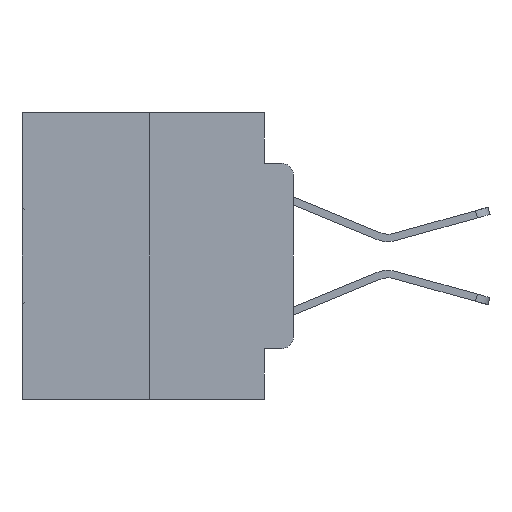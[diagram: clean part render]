
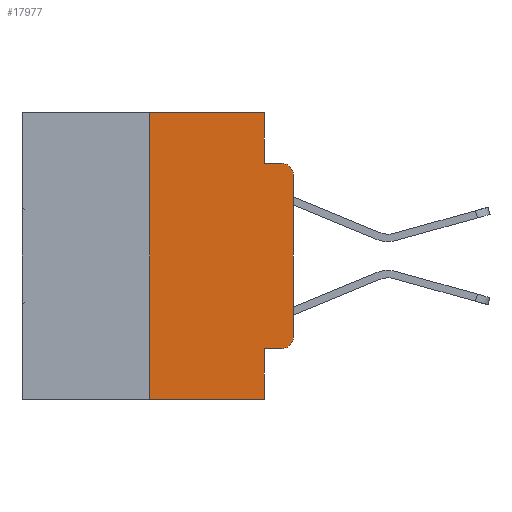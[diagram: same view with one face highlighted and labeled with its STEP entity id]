
A CAD part, left-side view. The second image highlights one B-rep face of the part: STEP entity #17977.
In plain terms, the highlighted planar face has unit normal (-1, 0, 0).
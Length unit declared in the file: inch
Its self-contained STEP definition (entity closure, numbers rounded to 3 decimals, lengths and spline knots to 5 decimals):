
#254 = DIRECTION ( 'NONE',  ( 0., 0., 1. ) ) ;
#491 = EDGE_CURVE ( 'NONE', #6491, #15458, #4809, .T. ) ;
#1263 = CIRCLE ( 'NONE', #20045, 0.02 ) ;
#1504 = CARTESIAN_POINT ( 'NONE',  ( 0., 0.051, 0. ) ) ;
#2081 = VERTEX_POINT ( 'NONE', #1504 ) ;
#2599 = VECTOR ( 'NONE', #27915, 39.37008 ) ;
#2636 = CARTESIAN_POINT ( 'NONE',  ( 0., 0.473, -0.5 ) ) ;
#3300 = EDGE_CURVE ( 'NONE', #29768, #18528, #18880, .T. ) ;
#4809 = LINE ( 'NONE', #2636, #12824 ) ;
#5089 = CARTESIAN_POINT ( 'NONE',  ( 0., 0.473, 0. ) ) ;
#5186 = LINE ( 'NONE', #26505, #28317 ) ;
#6202 = CARTESIAN_POINT ( 'NONE',  ( 0., 0.051, -0.5 ) ) ;
#6491 = VERTEX_POINT ( 'NONE', #26948 ) ;
#6588 = AXIS2_PLACEMENT_3D ( 'NONE', #9044, #18455, #19039 ) ;
#6742 = CARTESIAN_POINT ( 'NONE',  ( 0., 0.051, 0. ) ) ;
#7059 = EDGE_LOOP ( 'NONE', ( #13939, #29412, #25793, #17856, #16178, #15166, #17244, #7207, #25898, #30079 ) ) ;
#7074 = LINE ( 'NONE', #13720, #2599 ) ;
#7207 = ORIENTED_EDGE ( 'NONE', *, *, #18915, .F. ) ;
#7637 = VECTOR ( 'NONE', #28995, 39.37008 ) ;
#7649 = CARTESIAN_POINT ( 'NONE',  ( 0., 0.051, -0.0885 ) ) ;
#7668 = EDGE_CURVE ( 'NONE', #6491, #8295, #26511, .T. ) ;
#7997 = EDGE_CURVE ( 'NONE', #30456, #20380, #1263, .T. ) ;
#8295 = VERTEX_POINT ( 'NONE', #27671 ) ;
#8924 = VECTOR ( 'NONE', #19823, 39.37008 ) ;
#9044 = CARTESIAN_POINT ( 'NONE',  ( 0., 0.473, 0. ) ) ;
#10272 = DIRECTION ( 'NONE',  ( 0., 0., -1. ) ) ;
#10402 = LINE ( 'NONE', #15174, #8924 ) ;
#11357 = EDGE_CURVE ( 'NONE', #8295, #2081, #23477, .T. ) ;
#11611 = CARTESIAN_POINT ( 'NONE',  ( 0., 0.051, -0.4115 ) ) ;
#11681 = DIRECTION ( 'NONE',  ( 0., 0., -1. ) ) ;
#12824 = VECTOR ( 'NONE', #19215, 39.37008 ) ;
#12876 = EDGE_CURVE ( 'NONE', #17028, #29768, #10402, .T. ) ;
#13399 = VECTOR ( 'NONE', #11681, 39.37008 ) ;
#13720 = CARTESIAN_POINT ( 'NONE',  ( 0., 0.051, -0.0885 ) ) ;
#13939 = ORIENTED_EDGE ( 'NONE', *, *, #22537, .T. ) ;
#14355 = CARTESIAN_POINT ( 'NONE',  ( 0., 0., 0. ) ) ;
#14659 = CARTESIAN_POINT ( 'NONE',  ( 0., 0., -0.1085 ) ) ;
#14678 = DIRECTION ( 'NONE',  ( 0., -1., 0. ) ) ;
#14923 = DIRECTION ( 'NONE',  ( 0., 0., -1. ) ) ;
#15166 = ORIENTED_EDGE ( 'NONE', *, *, #7668, .F. ) ;
#15174 = CARTESIAN_POINT ( 'NONE',  ( 0., 0.051, -0.4115 ) ) ;
#15458 = VERTEX_POINT ( 'NONE', #6202 ) ;
#15948 = EDGE_CURVE ( 'NONE', #2081, #27317, #27888, .T. ) ;
#16178 = ORIENTED_EDGE ( 'NONE', *, *, #11357, .F. ) ;
#16940 = CARTESIAN_POINT ( 'NONE',  ( 0., 0.25, 0. ) ) ;
#17028 = VERTEX_POINT ( 'NONE', #11611 ) ;
#17244 = ORIENTED_EDGE ( 'NONE', *, *, #491, .T. ) ;
#17364 = DIRECTION ( 'NONE',  ( -1., 0., 0. ) ) ;
#17856 = ORIENTED_EDGE ( 'NONE', *, *, #15948, .F. ) ;
#17977 = ADVANCED_FACE ( 'NONE', ( #30181 ), #21333, .F. ) ;
#18455 = DIRECTION ( 'NONE',  ( 1., 0., 0. ) ) ;
#18528 = VERTEX_POINT ( 'NONE', #21447 ) ;
#18623 = DIRECTION ( 'NONE',  ( 0., 0., -1. ) ) ;
#18880 = CIRCLE ( 'NONE', #20346, 0.02 ) ;
#18915 = EDGE_CURVE ( 'NONE', #17028, #15458, #5186, .T. ) ;
#19039 = DIRECTION ( 'NONE',  ( 0., 0., -1. ) ) ;
#19215 = DIRECTION ( 'NONE',  ( 0., -1., 0. ) ) ;
#19823 = DIRECTION ( 'NONE',  ( 0., -1., 0. ) ) ;
#20045 = AXIS2_PLACEMENT_3D ( 'NONE', #26623, #17364, #10272 ) ;
#20346 = AXIS2_PLACEMENT_3D ( 'NONE', #28023, #21232, #18623 ) ;
#20380 = VERTEX_POINT ( 'NONE', #24946 ) ;
#20995 = LINE ( 'NONE', #14355, #30406 ) ;
#21232 = DIRECTION ( 'NONE',  ( -1., 0., 0. ) ) ;
#21333 = PLANE ( 'NONE',  #6588 ) ;
#21447 = CARTESIAN_POINT ( 'NONE',  ( 0., 0., -0.3915 ) ) ;
#22537 = EDGE_CURVE ( 'NONE', #18528, #30456, #20995, .T. ) ;
#23477 = LINE ( 'NONE', #5089, #27555 ) ;
#24261 = CARTESIAN_POINT ( 'NONE',  ( 0., 0.02, -0.4115 ) ) ;
#24946 = CARTESIAN_POINT ( 'NONE',  ( 0., 0.02, -0.0885 ) ) ;
#25793 = ORIENTED_EDGE ( 'NONE', *, *, #26853, .F. ) ;
#25898 = ORIENTED_EDGE ( 'NONE', *, *, #12876, .T. ) ;
#26505 = CARTESIAN_POINT ( 'NONE',  ( 0., 0.051, 0. ) ) ;
#26511 = LINE ( 'NONE', #16940, #7637 ) ;
#26623 = CARTESIAN_POINT ( 'NONE',  ( 0., 0.02, -0.1085 ) ) ;
#26853 = EDGE_CURVE ( 'NONE', #27317, #20380, #7074, .T. ) ;
#26948 = CARTESIAN_POINT ( 'NONE',  ( 0., 0.25, -0.5 ) ) ;
#27317 = VERTEX_POINT ( 'NONE', #7649 ) ;
#27555 = VECTOR ( 'NONE', #14678, 39.37008 ) ;
#27671 = CARTESIAN_POINT ( 'NONE',  ( 0., 0.25, 0. ) ) ;
#27888 = LINE ( 'NONE', #6742, #13399 ) ;
#27915 = DIRECTION ( 'NONE',  ( 0., -1., 0. ) ) ;
#28023 = CARTESIAN_POINT ( 'NONE',  ( 0., 0.02, -0.3915 ) ) ;
#28317 = VECTOR ( 'NONE', #14923, 39.37008 ) ;
#28995 = DIRECTION ( 'NONE',  ( 0., 0., 1. ) ) ;
#29412 = ORIENTED_EDGE ( 'NONE', *, *, #7997, .T. ) ;
#29768 = VERTEX_POINT ( 'NONE', #24261 ) ;
#30079 = ORIENTED_EDGE ( 'NONE', *, *, #3300, .T. ) ;
#30181 = FACE_OUTER_BOUND ( 'NONE', #7059, .T. ) ;
#30406 = VECTOR ( 'NONE', #254, 39.37008 ) ;
#30456 = VERTEX_POINT ( 'NONE', #14659 ) ;
